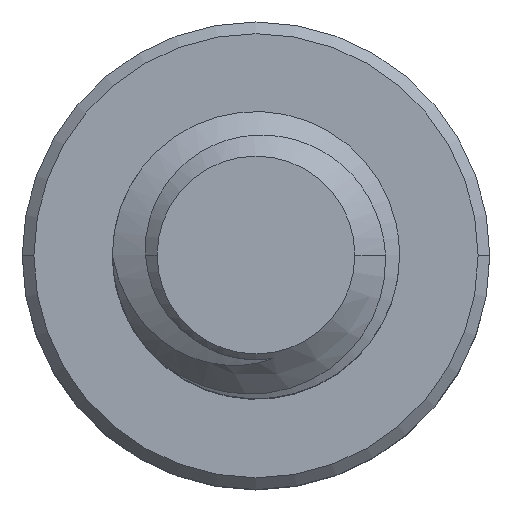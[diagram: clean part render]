
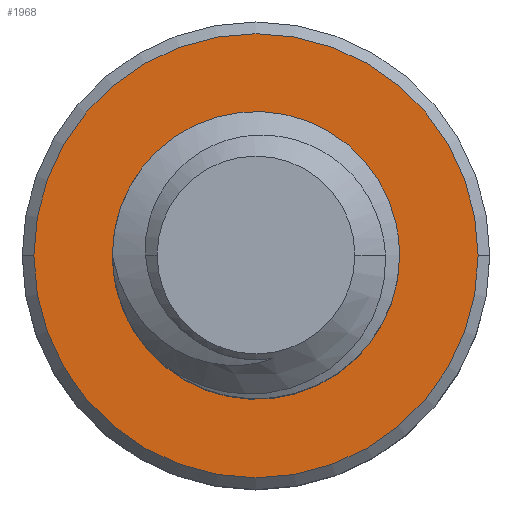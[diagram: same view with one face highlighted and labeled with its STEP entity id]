
A CAD part, top view. The second image highlights one B-rep face of the part: STEP entity #1968.
In plain terms, the highlighted planar face has unit normal (0, 0, 1).
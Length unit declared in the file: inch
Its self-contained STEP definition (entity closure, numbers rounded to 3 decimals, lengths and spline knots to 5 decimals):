
#13 = B_SPLINE_CURVE_WITH_KNOTS ( 'NONE', 3,
 ( #2031, #341, #337, #313, #333, #311, #318, #308, #301, #326, #297, #330, #304, #323 ),
 .UNSPECIFIED., .F., .F.,
 ( 4, 2, 2, 2, 2, 2, 4 ),
 ( 0., 0.00028, 0.00056, 0.00112, 0.00168, 0.00196, 0.00224 ),
 .UNSPECIFIED. ) ;
#14 = B_SPLINE_CURVE_WITH_KNOTS ( 'NONE', 3,
 ( #317, #343, #346, #344, #342, #218, #222, #245, #228, #219, #234, #220 ),
 .UNSPECIFIED., .F., .F.,
 ( 4, 2, 2, 2, 2, 4 ),
 ( 0., 0.00056, 0.00112, 0.00168, 0.00196, 0.00224 ),
 .UNSPECIFIED. ) ;
#43 = DIRECTION ( 'NONE',  ( 1., 0., 0. ) ) ;
#44 = DIRECTION ( 'NONE',  ( 0., 0., 1. ) ) ;
#65 = CARTESIAN_POINT ( 'NONE',  ( 0., 0., -0.125 ) ) ;
#77 = DIRECTION ( 'NONE',  ( 1., 0., 0. ) ) ;
#78 = DIRECTION ( 'NONE',  ( 0., 0., -1. ) ) ;
#87 = CARTESIAN_POINT ( 'NONE',  ( 0., 0., -0.125 ) ) ;
#218 = CARTESIAN_POINT ( 'NONE',  ( -0.03905, -0.00427, -0.125 ) ) ;
#219 = CARTESIAN_POINT ( 'NONE',  ( -0.03443, 0.02459, -0.125 ) ) ;
#220 = CARTESIAN_POINT ( 'NONE',  ( -0.03013, 0.03068, -0.125 ) ) ;
#222 = CARTESIAN_POINT ( 'NONE',  ( -0.04012, 0.00334, -0.125 ) ) ;
#228 = CARTESIAN_POINT ( 'NONE',  ( -0.03747, 0.01789, -0.125 ) ) ;
#234 = CARTESIAN_POINT ( 'NONE',  ( -0.03247, 0.02778, -0.125 ) ) ;
#245 = CARTESIAN_POINT ( 'NONE',  ( -0.03854, 0.01427, -0.125 ) ) ;
#297 = CARTESIAN_POINT ( 'NONE',  ( 0.03176, -0.01137, -0.125 ) ) ;
#301 = CARTESIAN_POINT ( 'NONE',  ( 0.03635, 0.00276, -0.125 ) ) ;
#304 = CARTESIAN_POINT ( 'NONE',  ( 0.02505, -0.02024, -0.125 ) ) ;
#308 = CARTESIAN_POINT ( 'NONE',  ( 0.03599, 0.01043, -0.125 ) ) ;
#311 = CARTESIAN_POINT ( 'NONE',  ( 0.02618, 0.03043, -0.125 ) ) ;
#313 = CARTESIAN_POINT ( 'NONE',  ( 0.01416, 0.039, -0.125 ) ) ;
#317 = CARTESIAN_POINT ( 'NONE',  ( 0., -0.0314, -0.125 ) ) ;
#318 = CARTESIAN_POINT ( 'NONE',  ( 0.03084, 0.02423, -0.125 ) ) ;
#323 = CARTESIAN_POINT ( 'NONE',  ( 0.022, -0.02241, -0.125 ) ) ;
#326 = CARTESIAN_POINT ( 'NONE',  ( 0.03331, -0.00803, -0.125 ) ) ;
#330 = CARTESIAN_POINT ( 'NONE',  ( 0.02759, -0.01755, -0.125 ) ) ;
#333 = CARTESIAN_POINT ( 'NONE',  ( 0.01742, 0.03715, -0.125 ) ) ;
#337 = CARTESIAN_POINT ( 'NONE',  ( 0.00728, 0.04173, -0.125 ) ) ;
#341 = CARTESIAN_POINT ( 'NONE',  ( 0.00371, 0.04261, -0.125 ) ) ;
#342 = CARTESIAN_POINT ( 'NONE',  ( -0.03288, -0.0178, -0.125 ) ) ;
#343 = CARTESIAN_POINT ( 'NONE',  ( -0.0074, -0.03245, -0.125 ) ) ;
#344 = CARTESIAN_POINT ( 'NONE',  ( -0.02788, -0.02362, -0.125 ) ) ;
#346 = CARTESIAN_POINT ( 'NONE',  ( -0.01493, -0.03101, -0.125 ) ) ;
#451 = AXIS2_PLACEMENT_3D ( 'NONE', #1247, #1257, #1248 ) ;
#479 = EDGE_CURVE ( 'NONE', #2233, #2221, #1742, .T. ) ;
#513 = EDGE_CURVE ( 'NONE', #2168, #2319, #1496, .T. ) ;
#525 = EDGE_CURVE ( 'NONE', #2132, #2143, #1483, .T. ) ;
#536 = AXIS2_PLACEMENT_3D ( 'NONE', #2089, #2073, #2072 ) ;
#565 = EDGE_CURVE ( 'NONE', #2132, #2168, #13, .T. ) ;
#660 = AXIS2_PLACEMENT_3D ( 'NONE', #87, #78, #77 ) ;
#723 = EDGE_CURVE ( 'NONE', #2319, #2143, #14, .T. ) ;
#750 = CARTESIAN_POINT ( 'NONE',  ( -0.0665, 0., -0.125 ) ) ;
#753 = CARTESIAN_POINT ( 'NONE',  ( 0.0665, 0., -0.125 ) ) ;
#771 = CARTESIAN_POINT ( 'NONE',  ( -0.03013, 0.03068, -0.125 ) ) ;
#783 = CARTESIAN_POINT ( 'NONE',  ( 0., 0.043, -0.125 ) ) ;
#828 = AXIS2_PLACEMENT_3D ( 'NONE', #1369, #1367, #1358 ) ;
#835 = AXIS2_PLACEMENT_3D ( 'NONE', #65, #44, #43 ) ;
#836 = EDGE_CURVE ( 'NONE', #2221, #2233, #2520, .T. ) ;
#901 = CARTESIAN_POINT ( 'NONE',  ( 0., -0.0314, -0.125 ) ) ;
#1079 = CARTESIAN_POINT ( 'NONE',  ( 0.022, -0.02241, -0.125 ) ) ;
#1247 = CARTESIAN_POINT ( 'NONE',  ( 0., 0., -0.125 ) ) ;
#1248 = DIRECTION ( 'NONE',  ( -1., 0., 0. ) ) ;
#1253 = PLANE ( 'NONE',  #451 ) ;
#1257 = DIRECTION ( 'NONE',  ( 0., 0., -1. ) ) ;
#1358 = DIRECTION ( 'NONE',  ( -1., 0., 0. ) ) ;
#1367 = DIRECTION ( 'NONE',  ( 0., 0., 1. ) ) ;
#1369 = CARTESIAN_POINT ( 'NONE',  ( 0., 0., -0.125 ) ) ;
#1483 = CIRCLE ( 'NONE', #835, 0.043 ) ;
#1496 = CIRCLE ( 'NONE', #660, 0.0314 ) ;
#1671 = ORIENTED_EDGE ( 'NONE', *, *, #525, .F. ) ;
#1693 = ORIENTED_EDGE ( 'NONE', *, *, #723, .T. ) ;
#1710 = ORIENTED_EDGE ( 'NONE', *, *, #513, .T. ) ;
#1727 = ORIENTED_EDGE ( 'NONE', *, *, #565, .T. ) ;
#1742 = CIRCLE ( 'NONE', #536, 0.0665 ) ;
#1792 = EDGE_LOOP ( 'NONE', ( #1671, #1727, #1710, #1693 ) ) ;
#1849 = ORIENTED_EDGE ( 'NONE', *, *, #479, .T. ) ;
#1891 = EDGE_LOOP ( 'NONE', ( #1904, #1849 ) ) ;
#1904 = ORIENTED_EDGE ( 'NONE', *, *, #836, .T. ) ;
#1968 = ADVANCED_FACE ( 'NONE', ( #2429, #2426 ), #1253, .F. ) ;
#2031 = CARTESIAN_POINT ( 'NONE',  ( 0., 0.043, -0.125 ) ) ;
#2072 = DIRECTION ( 'NONE',  ( -1., 0., 0. ) ) ;
#2073 = DIRECTION ( 'NONE',  ( 0., 0., 1. ) ) ;
#2089 = CARTESIAN_POINT ( 'NONE',  ( 0., 0., -0.125 ) ) ;
#2132 = VERTEX_POINT ( 'NONE', #783 ) ;
#2143 = VERTEX_POINT ( 'NONE', #771 ) ;
#2168 = VERTEX_POINT ( 'NONE', #1079 ) ;
#2221 = VERTEX_POINT ( 'NONE', #750 ) ;
#2233 = VERTEX_POINT ( 'NONE', #753 ) ;
#2319 = VERTEX_POINT ( 'NONE', #901 ) ;
#2426 = FACE_BOUND ( 'NONE', #1792, .T. ) ;
#2429 = FACE_OUTER_BOUND ( 'NONE', #1891, .T. ) ;
#2520 = CIRCLE ( 'NONE', #828, 0.0665 ) ;
